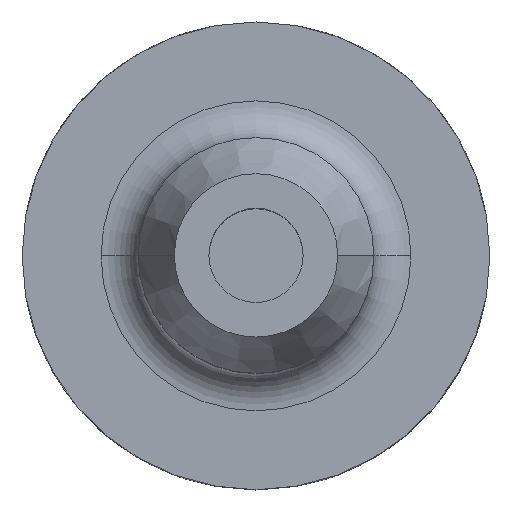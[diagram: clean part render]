
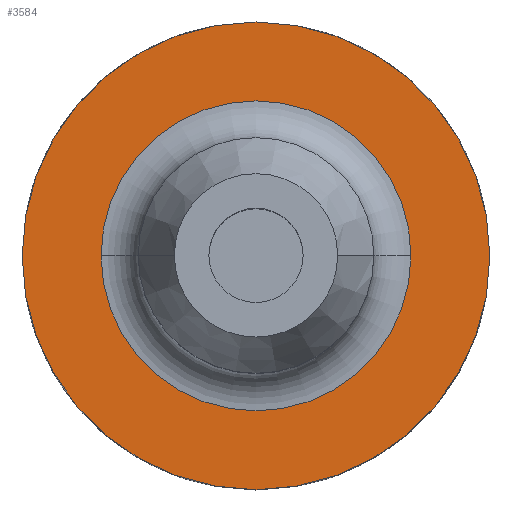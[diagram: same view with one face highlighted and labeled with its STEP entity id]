
A CAD part, top view. The second image highlights one B-rep face of the part: STEP entity #3584.
In plain terms, the highlighted planar face has unit normal (0, 0, 1).
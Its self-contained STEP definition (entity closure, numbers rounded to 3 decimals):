
#50 = VERTEX_POINT ( 'NONE', #3623 ) ;
#685 = EDGE_LOOP ( 'NONE', ( #3583, #2868 ) ) ;
#696 = CARTESIAN_POINT ( 'NONE',  ( 20.875, 0., 22. ) ) ;
#747 = VERTEX_POINT ( 'NONE', #3414 ) ;
#759 = VERTEX_POINT ( 'NONE', #696 ) ;
#781 = EDGE_CURVE ( 'NONE', #50, #2033, #1516, .T. ) ;
#1032 = EDGE_CURVE ( 'NONE', #747, #759, #4166, .T. ) ;
#1072 = ORIENTED_EDGE ( 'NONE', *, *, #1032, .F. ) ;
#1169 = DIRECTION ( 'NONE',  ( 0., 0., 1. ) ) ;
#1190 = ORIENTED_EDGE ( 'NONE', *, *, #1414, .F. ) ;
#1211 = EDGE_LOOP ( 'NONE', ( #1072, #1190 ) ) ;
#1219 = CARTESIAN_POINT ( 'NONE',  ( 0., 0., 22. ) ) ;
#1414 = EDGE_CURVE ( 'NONE', #759, #747, #4547, .T. ) ;
#1442 = DIRECTION ( 'NONE',  ( 1., 0., 0. ) ) ;
#1516 = CIRCLE ( 'NONE', #1740, 31.5 ) ;
#1663 = DIRECTION ( 'NONE',  ( -1., 0., 0. ) ) ;
#1740 = AXIS2_PLACEMENT_3D ( 'NONE', #1219, #1169, #1442 ) ;
#1830 = AXIS2_PLACEMENT_3D ( 'NONE', #4090, #1831, #4442 ) ;
#1831 = DIRECTION ( 'NONE',  ( 0., 0., 1. ) ) ;
#2033 = VERTEX_POINT ( 'NONE', #4272 ) ;
#2166 = FACE_OUTER_BOUND ( 'NONE', #685, .T. ) ;
#2300 = DIRECTION ( 'NONE',  ( -1., 0., 0. ) ) ;
#2404 = AXIS2_PLACEMENT_3D ( 'NONE', #3461, #2912, #2300 ) ;
#2791 = DIRECTION ( 'NONE',  ( 0., 0., -1. ) ) ;
#2868 = ORIENTED_EDGE ( 'NONE', *, *, #3954, .T. ) ;
#2912 = DIRECTION ( 'NONE',  ( 0., 0., 1. ) ) ;
#3024 = AXIS2_PLACEMENT_3D ( 'NONE', #3834, #3849, #3865 ) ;
#3166 = PLANE ( 'NONE',  #4098 ) ;
#3414 = CARTESIAN_POINT ( 'NONE',  ( -20.875, 0., 22. ) ) ;
#3461 = CARTESIAN_POINT ( 'NONE',  ( 0., 0., 22. ) ) ;
#3552 = CARTESIAN_POINT ( 'NONE',  ( 0., 0., 22. ) ) ;
#3583 = ORIENTED_EDGE ( 'NONE', *, *, #781, .T. ) ;
#3584 = ADVANCED_FACE ( 'NONE', ( #4274, #2166 ), #3166, .F. ) ;
#3623 = CARTESIAN_POINT ( 'NONE',  ( 31.5, 0., 22. ) ) ;
#3834 = CARTESIAN_POINT ( 'NONE',  ( 0., 0., 22. ) ) ;
#3849 = DIRECTION ( 'NONE',  ( 0., 0., 1. ) ) ;
#3865 = DIRECTION ( 'NONE',  ( -1., 0., 0. ) ) ;
#3954 = EDGE_CURVE ( 'NONE', #2033, #50, #4443, .T. ) ;
#4090 = CARTESIAN_POINT ( 'NONE',  ( 0., 0., 22. ) ) ;
#4098 = AXIS2_PLACEMENT_3D ( 'NONE', #3552, #2791, #1663 ) ;
#4166 = CIRCLE ( 'NONE', #3024, 20.875 ) ;
#4272 = CARTESIAN_POINT ( 'NONE',  ( -31.5, 0., 22. ) ) ;
#4274 = FACE_BOUND ( 'NONE', #1211, .T. ) ;
#4442 = DIRECTION ( 'NONE',  ( 1., 0., 0. ) ) ;
#4443 = CIRCLE ( 'NONE', #1830, 31.5 ) ;
#4547 = CIRCLE ( 'NONE', #2404, 20.875 ) ;
